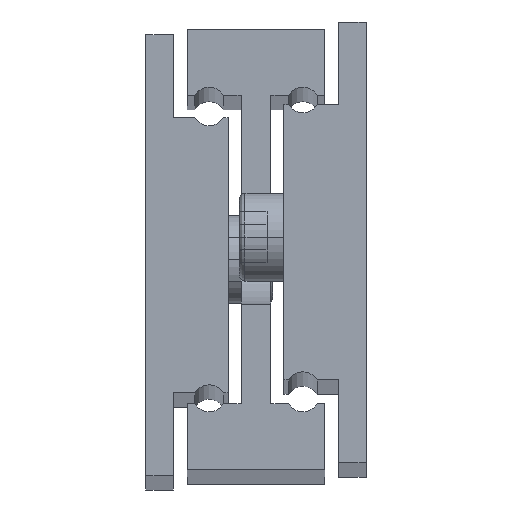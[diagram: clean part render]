
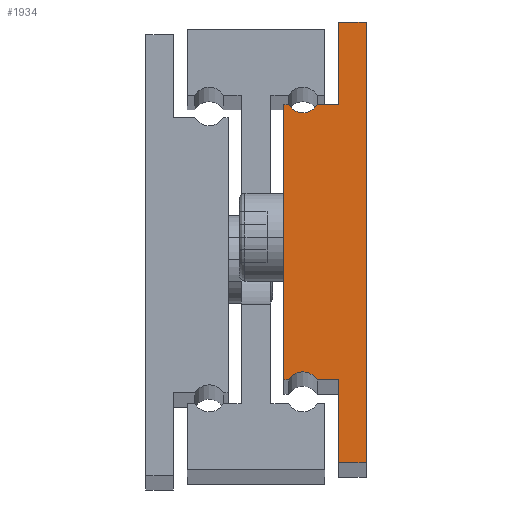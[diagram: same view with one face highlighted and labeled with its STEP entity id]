
A CAD part, top view. The second image highlights one B-rep face of the part: STEP entity #1934.
In plain terms, the highlighted planar face has unit normal (0, 0, 1).
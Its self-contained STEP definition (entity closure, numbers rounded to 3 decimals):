
#278 = CARTESIAN_POINT ( 'NONE',  ( 0.902, 50., 1500. ) ) ;
#348 = CARTESIAN_POINT ( 'NONE',  ( 0., 50., 1500. ) ) ;
#354 = LINE ( 'NONE', #1580, #1737 ) ;
#361 = VERTEX_POINT ( 'NONE', #837 ) ;
#422 = DIRECTION ( 'NONE',  ( 0., -1., 0. ) ) ;
#443 = VECTOR ( 'NONE', #2359, 1000. ) ;
#554 = LINE ( 'NONE', #4324, #3370 ) ;
#747 = CARTESIAN_POINT ( 'NONE',  ( 0.902, 50., 1500. ) ) ;
#750 = CARTESIAN_POINT ( 'NONE',  ( 0., 50., 1500. ) ) ;
#759 = LINE ( 'NONE', #1941, #443 ) ;
#781 = CARTESIAN_POINT ( 'NONE',  ( 0., 0., 1500. ) ) ;
#798 = CARTESIAN_POINT ( 'NONE',  ( 10., 50., 1500. ) ) ;
#823 = CIRCLE ( 'NONE', #1533, 3. ) ;
#832 = VERTEX_POINT ( 'NONE', #747 ) ;
#837 = CARTESIAN_POINT ( 'NONE',  ( 15., -15., 1500. ) ) ;
#902 = ORIENTED_EDGE ( 'NONE', *, *, #2039, .T. ) ;
#1088 = CARTESIAN_POINT ( 'NONE',  ( 10., 0., 1500. ) ) ;
#1112 = CARTESIAN_POINT ( 'NONE',  ( 15., -15., 1500. ) ) ;
#1181 = EDGE_CURVE ( 'NONE', #1262, #4989, #3240, .T. ) ;
#1196 = DIRECTION ( 'NONE',  ( 1., 0., 0. ) ) ;
#1234 = CARTESIAN_POINT ( 'NONE',  ( 15., 65., 1500. ) ) ;
#1260 = EDGE_CURVE ( 'NONE', #4982, #361, #3157, .T. ) ;
#1261 = ORIENTED_EDGE ( 'NONE', *, *, #2312, .T. ) ;
#1262 = VERTEX_POINT ( 'NONE', #5316 ) ;
#1417 = DIRECTION ( 'NONE',  ( -1., 0., 0. ) ) ;
#1436 = DIRECTION ( 'NONE',  ( 0., 0., -1. ) ) ;
#1503 = VECTOR ( 'NONE', #4083, 1000. ) ;
#1533 = AXIS2_PLACEMENT_3D ( 'NONE', #2605, #2306, #1417 ) ;
#1556 = VERTEX_POINT ( 'NONE', #3234 ) ;
#1580 = CARTESIAN_POINT ( 'NONE',  ( 6.098, 0., 1500. ) ) ;
#1583 = VERTEX_POINT ( 'NONE', #750 ) ;
#1736 = DIRECTION ( 'NONE',  ( 0., 0., -1. ) ) ;
#1737 = VECTOR ( 'NONE', #3665, 1000. ) ;
#1819 = VECTOR ( 'NONE', #3719, 1000. ) ;
#1825 = LINE ( 'NONE', #2532, #3857 ) ;
#1934 = ADVANCED_FACE ( 'NONE', ( #4270 ), #5156, .F. ) ;
#1941 = CARTESIAN_POINT ( 'NONE',  ( 0., 50., 1500. ) ) ;
#2030 = VECTOR ( 'NONE', #2851, 1000. ) ;
#2039 = EDGE_CURVE ( 'NONE', #3518, #1262, #759, .T. ) ;
#2139 = ORIENTED_EDGE ( 'NONE', *, *, #3555, .T. ) ;
#2306 = DIRECTION ( 'NONE',  ( 0., 0., -1. ) ) ;
#2312 = EDGE_CURVE ( 'NONE', #1556, #4248, #554, .T. ) ;
#2359 = DIRECTION ( 'NONE',  ( 0., -1., 0. ) ) ;
#2387 = DIRECTION ( 'NONE',  ( 1., 0., 0. ) ) ;
#2441 = LINE ( 'NONE', #798, #1503 ) ;
#2466 = EDGE_CURVE ( 'NONE', #4248, #2618, #2441, .T. ) ;
#2486 = CARTESIAN_POINT ( 'NONE',  ( 0., 25.927, 1500. ) ) ;
#2532 = CARTESIAN_POINT ( 'NONE',  ( 10., 50., 1500. ) ) ;
#2559 = LINE ( 'NONE', #348, #2030 ) ;
#2561 = ORIENTED_EDGE ( 'NONE', *, *, #4945, .T. ) ;
#2565 = DIRECTION ( 'NONE',  ( -1., 0., 0. ) ) ;
#2605 = CARTESIAN_POINT ( 'NONE',  ( 3.5, -1.5, 1500. ) ) ;
#2618 = VERTEX_POINT ( 'NONE', #3360 ) ;
#2687 = ORIENTED_EDGE ( 'NONE', *, *, #1260, .T. ) ;
#2771 = VECTOR ( 'NONE', #2387, 1000. ) ;
#2851 = DIRECTION ( 'NONE',  ( 0., -1., 0. ) ) ;
#2901 = VECTOR ( 'NONE', #5275, 1000. ) ;
#2929 = ORIENTED_EDGE ( 'NONE', *, *, #1181, .T. ) ;
#2990 = CARTESIAN_POINT ( 'NONE',  ( 10., -15., 1500. ) ) ;
#3157 = LINE ( 'NONE', #1112, #2771 ) ;
#3162 = CIRCLE ( 'NONE', #3595, 3. ) ;
#3173 = VERTEX_POINT ( 'NONE', #4594 ) ;
#3186 = EDGE_CURVE ( 'NONE', #4989, #3173, #823, .T. ) ;
#3234 = CARTESIAN_POINT ( 'NONE',  ( 15., 65., 1500. ) ) ;
#3235 = VERTEX_POINT ( 'NONE', #1088 ) ;
#3240 = LINE ( 'NONE', #781, #4197 ) ;
#3355 = EDGE_LOOP ( 'NONE', ( #2561, #902, #2929, #4615, #2139, #4881, #2687, #5026, #1261, #4527, #4307, #4971, #3831 ) ) ;
#3360 = CARTESIAN_POINT ( 'NONE',  ( 10., 50., 1500. ) ) ;
#3370 = VECTOR ( 'NONE', #2565, 1000. ) ;
#3505 = CARTESIAN_POINT ( 'NONE',  ( 3.5, -1.5, 1500. ) ) ;
#3518 = VERTEX_POINT ( 'NONE', #2486 ) ;
#3540 = EDGE_CURVE ( 'NONE', #361, #1556, #4561, .T. ) ;
#3555 = EDGE_CURVE ( 'NONE', #3173, #3235, #354, .T. ) ;
#3595 = AXIS2_PLACEMENT_3D ( 'NONE', #5133, #1736, #3803 ) ;
#3665 = DIRECTION ( 'NONE',  ( 1., 0., 0. ) ) ;
#3719 = DIRECTION ( 'NONE',  ( 0., 1., 0. ) ) ;
#3759 = EDGE_CURVE ( 'NONE', #832, #1583, #4399, .T. ) ;
#3803 = DIRECTION ( 'NONE',  ( 1., 0., 0. ) ) ;
#3831 = ORIENTED_EDGE ( 'NONE', *, *, #3759, .T. ) ;
#3857 = VECTOR ( 'NONE', #5143, 1000. ) ;
#3973 = VECTOR ( 'NONE', #422, 1000. ) ;
#4063 = EDGE_CURVE ( 'NONE', #2618, #4393, #1825, .T. ) ;
#4083 = DIRECTION ( 'NONE',  ( 0., -1., 0. ) ) ;
#4128 = LINE ( 'NONE', #4575, #3973 ) ;
#4197 = VECTOR ( 'NONE', #1196, 1000. ) ;
#4248 = VERTEX_POINT ( 'NONE', #4560 ) ;
#4270 = FACE_OUTER_BOUND ( 'NONE', #3355, .T. ) ;
#4307 = ORIENTED_EDGE ( 'NONE', *, *, #4063, .T. ) ;
#4324 = CARTESIAN_POINT ( 'NONE',  ( 10., 65., 1500. ) ) ;
#4393 = VERTEX_POINT ( 'NONE', #4924 ) ;
#4399 = LINE ( 'NONE', #278, #2901 ) ;
#4527 = ORIENTED_EDGE ( 'NONE', *, *, #2466, .T. ) ;
#4560 = CARTESIAN_POINT ( 'NONE',  ( 10., 65., 1500. ) ) ;
#4561 = LINE ( 'NONE', #1234, #1819 ) ;
#4575 = CARTESIAN_POINT ( 'NONE',  ( 10., -15., 1500. ) ) ;
#4594 = CARTESIAN_POINT ( 'NONE',  ( 6.098, 0., 1500. ) ) ;
#4615 = ORIENTED_EDGE ( 'NONE', *, *, #3186, .T. ) ;
#4619 = CARTESIAN_POINT ( 'NONE',  ( 0.902, 0., 1500. ) ) ;
#4687 = AXIS2_PLACEMENT_3D ( 'NONE', #3505, #1436, #4715 ) ;
#4715 = DIRECTION ( 'NONE',  ( -1., 0., 0. ) ) ;
#4725 = EDGE_CURVE ( 'NONE', #4393, #832, #3162, .T. ) ;
#4881 = ORIENTED_EDGE ( 'NONE', *, *, #5406, .T. ) ;
#4924 = CARTESIAN_POINT ( 'NONE',  ( 6.098, 50., 1500. ) ) ;
#4945 = EDGE_CURVE ( 'NONE', #1583, #3518, #2559, .T. ) ;
#4971 = ORIENTED_EDGE ( 'NONE', *, *, #4725, .T. ) ;
#4982 = VERTEX_POINT ( 'NONE', #2990 ) ;
#4989 = VERTEX_POINT ( 'NONE', #4619 ) ;
#5026 = ORIENTED_EDGE ( 'NONE', *, *, #3540, .T. ) ;
#5133 = CARTESIAN_POINT ( 'NONE',  ( 3.5, 51.5, 1500. ) ) ;
#5143 = DIRECTION ( 'NONE',  ( -1., 0., 0. ) ) ;
#5156 = PLANE ( 'NONE',  #4687 ) ;
#5275 = DIRECTION ( 'NONE',  ( -1., 0., 0. ) ) ;
#5316 = CARTESIAN_POINT ( 'NONE',  ( 0., 0., 1500. ) ) ;
#5406 = EDGE_CURVE ( 'NONE', #3235, #4982, #4128, .T. ) ;
